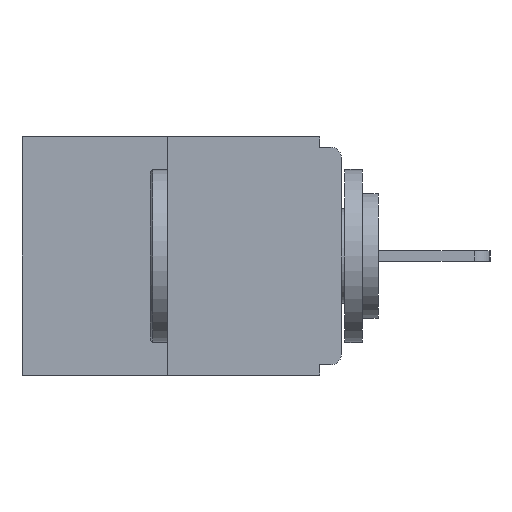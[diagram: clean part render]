
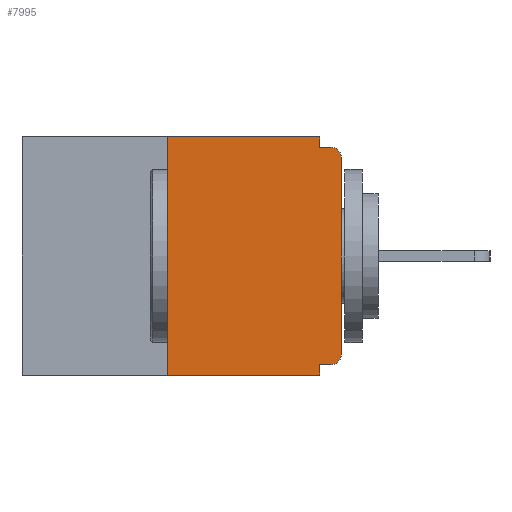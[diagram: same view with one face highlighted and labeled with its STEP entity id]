
A CAD part, left-side view. The second image highlights one B-rep face of the part: STEP entity #7995.
In plain terms, the highlighted planar face has unit normal (-1, 0, 0).
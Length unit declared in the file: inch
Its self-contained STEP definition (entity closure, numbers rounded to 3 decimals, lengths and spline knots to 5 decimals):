
#276 = DIRECTION ( 'NONE',  ( 0., -1., 0. ) ) ;
#371 = CARTESIAN_POINT ( 'NONE',  ( 0., 0., -0.015 ) ) ;
#376 = EDGE_CURVE ( 'NONE', #14111, #11983, #16671, .T. ) ;
#1427 = AXIS2_PLACEMENT_3D ( 'NONE', #7193, #12390, #8533 ) ;
#1587 = CARTESIAN_POINT ( 'NONE',  ( 0., 0.031, -0.343 ) ) ;
#1738 = ORIENTED_EDGE ( 'NONE', *, *, #1794, .F. ) ;
#1794 = EDGE_CURVE ( 'NONE', #5963, #11302, #8922, .T. ) ;
#1851 = DIRECTION ( 'NONE',  ( 0., -1., 0. ) ) ;
#1940 = CARTESIAN_POINT ( 'NONE',  ( 0., 0.46, -0.343 ) ) ;
#2325 = CARTESIAN_POINT ( 'NONE',  ( 0., 0.46, 0. ) ) ;
#2479 = LINE ( 'NONE', #2570, #7130 ) ;
#2570 = CARTESIAN_POINT ( 'NONE',  ( 0., 0.46, 0. ) ) ;
#2884 = CARTESIAN_POINT ( 'NONE',  ( 0., 0.031, -0.328 ) ) ;
#2962 = AXIS2_PLACEMENT_3D ( 'NONE', #10195, #6074, #4812 ) ;
#3047 = ORIENTED_EDGE ( 'NONE', *, *, #15297, .F. ) ;
#3589 = EDGE_LOOP ( 'NONE', ( #3047, #14875, #10698, #1738, #6416, #7830, #16647, #13208, #7137, #9007 ) ) ;
#3733 = VECTOR ( 'NONE', #11620, 39.37008 ) ;
#4344 = EDGE_CURVE ( 'NONE', #10625, #11983, #6105, .T. ) ;
#4544 = LINE ( 'NONE', #1940, #7746 ) ;
#4727 = LINE ( 'NONE', #7511, #6128 ) ;
#4812 = DIRECTION ( 'NONE',  ( 0., 0., -1. ) ) ;
#5143 = VERTEX_POINT ( 'NONE', #9587 ) ;
#5627 = CARTESIAN_POINT ( 'NONE',  ( 0., 0., 0. ) ) ;
#5963 = VERTEX_POINT ( 'NONE', #2884 ) ;
#5977 = CARTESIAN_POINT ( 'NONE',  ( 0., 0.031, 0. ) ) ;
#6038 = AXIS2_PLACEMENT_3D ( 'NONE', #2325, #13259, #17379 ) ;
#6074 = DIRECTION ( 'NONE',  ( -1., 0., 0. ) ) ;
#6105 = CIRCLE ( 'NONE', #2962, 0.015 ) ;
#6128 = VECTOR ( 'NONE', #11549, 39.37008 ) ;
#6416 = ORIENTED_EDGE ( 'NONE', *, *, #16852, .F. ) ;
#6572 = EDGE_CURVE ( 'NONE', #16007, #8503, #4727, .T. ) ;
#7130 = VECTOR ( 'NONE', #17355, 39.37008 ) ;
#7137 = ORIENTED_EDGE ( 'NONE', *, *, #376, .F. ) ;
#7193 = CARTESIAN_POINT ( 'NONE',  ( 0., 0.015, -0.313 ) ) ;
#7511 = CARTESIAN_POINT ( 'NONE',  ( 0., 0.25, 0. ) ) ;
#7746 = VECTOR ( 'NONE', #1851, 39.37008 ) ;
#7795 = VECTOR ( 'NONE', #13306, 39.37008 ) ;
#7830 = ORIENTED_EDGE ( 'NONE', *, *, #12098, .T. ) ;
#7995 = ADVANCED_FACE ( 'NONE', ( #12183 ), #17650, .F. ) ;
#8018 = VECTOR ( 'NONE', #276, 39.37008 ) ;
#8503 = VERTEX_POINT ( 'NONE', #13591 ) ;
#8510 = LINE ( 'NONE', #5627, #13190 ) ;
#8533 = DIRECTION ( 'NONE',  ( 0., 0., -1. ) ) ;
#8626 = CARTESIAN_POINT ( 'NONE',  ( 0., 0.25, -0.343 ) ) ;
#8667 = LINE ( 'NONE', #14138, #3733 ) ;
#8922 = LINE ( 'NONE', #15494, #7795 ) ;
#9007 = ORIENTED_EDGE ( 'NONE', *, *, #16313, .F. ) ;
#9587 = CARTESIAN_POINT ( 'NONE',  ( 0., 0., -0.313 ) ) ;
#9685 = VERTEX_POINT ( 'NONE', #11543 ) ;
#10195 = CARTESIAN_POINT ( 'NONE',  ( 0., 0.015, -0.03 ) ) ;
#10422 = CARTESIAN_POINT ( 'NONE',  ( 0., 0., -0.03 ) ) ;
#10625 = VERTEX_POINT ( 'NONE', #10422 ) ;
#10692 = CARTESIAN_POINT ( 'NONE',  ( 0., 0.015, -0.015 ) ) ;
#10698 = ORIENTED_EDGE ( 'NONE', *, *, #16782, .T. ) ;
#11302 = VERTEX_POINT ( 'NONE', #1587 ) ;
#11361 = LINE ( 'NONE', #5977, #16041 ) ;
#11543 = CARTESIAN_POINT ( 'NONE',  ( 0., 0.015, -0.328 ) ) ;
#11549 = DIRECTION ( 'NONE',  ( 0., 0., 1. ) ) ;
#11620 = DIRECTION ( 'NONE',  ( 0., 1., 0. ) ) ;
#11983 = VERTEX_POINT ( 'NONE', #10692 ) ;
#12098 = EDGE_CURVE ( 'NONE', #9685, #5143, #15158, .T. ) ;
#12183 = FACE_OUTER_BOUND ( 'NONE', #3589, .T. ) ;
#12390 = DIRECTION ( 'NONE',  ( -1., 0., 0. ) ) ;
#12768 = VERTEX_POINT ( 'NONE', #14733 ) ;
#13190 = VECTOR ( 'NONE', #13982, 39.37008 ) ;
#13208 = ORIENTED_EDGE ( 'NONE', *, *, #4344, .T. ) ;
#13259 = DIRECTION ( 'NONE',  ( 1., 0., 0. ) ) ;
#13306 = DIRECTION ( 'NONE',  ( 0., 0., -1. ) ) ;
#13307 = EDGE_CURVE ( 'NONE', #5143, #10625, #8510, .T. ) ;
#13591 = CARTESIAN_POINT ( 'NONE',  ( 0., 0.25, 0. ) ) ;
#13871 = DIRECTION ( 'NONE',  ( 0., 0., -1. ) ) ;
#13982 = DIRECTION ( 'NONE',  ( 0., 0., 1. ) ) ;
#14025 = CARTESIAN_POINT ( 'NONE',  ( 0., 0.031, -0.015 ) ) ;
#14111 = VERTEX_POINT ( 'NONE', #14025 ) ;
#14138 = CARTESIAN_POINT ( 'NONE',  ( 0., 0., -0.328 ) ) ;
#14733 = CARTESIAN_POINT ( 'NONE',  ( 0., 0.031, 0. ) ) ;
#14875 = ORIENTED_EDGE ( 'NONE', *, *, #6572, .F. ) ;
#15158 = CIRCLE ( 'NONE', #1427, 0.015 ) ;
#15297 = EDGE_CURVE ( 'NONE', #8503, #12768, #2479, .T. ) ;
#15494 = CARTESIAN_POINT ( 'NONE',  ( 0., 0.031, -0.343 ) ) ;
#16007 = VERTEX_POINT ( 'NONE', #8626 ) ;
#16041 = VECTOR ( 'NONE', #13871, 39.37008 ) ;
#16313 = EDGE_CURVE ( 'NONE', #12768, #14111, #11361, .T. ) ;
#16647 = ORIENTED_EDGE ( 'NONE', *, *, #13307, .T. ) ;
#16671 = LINE ( 'NONE', #371, #8018 ) ;
#16782 = EDGE_CURVE ( 'NONE', #16007, #11302, #4544, .T. ) ;
#16852 = EDGE_CURVE ( 'NONE', #9685, #5963, #8667, .T. ) ;
#17355 = DIRECTION ( 'NONE',  ( 0., -1., 0. ) ) ;
#17379 = DIRECTION ( 'NONE',  ( 0., 0., -1. ) ) ;
#17650 = PLANE ( 'NONE',  #6038 ) ;
